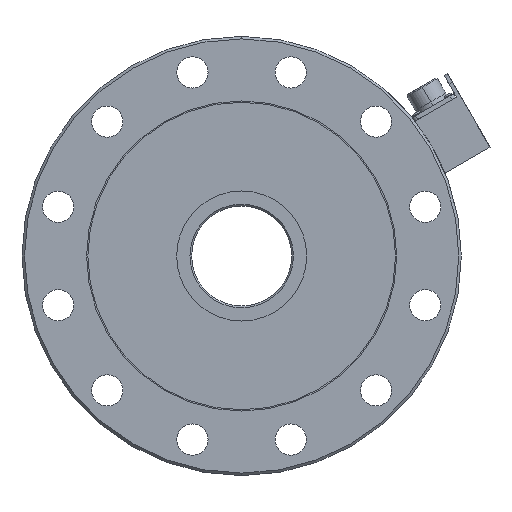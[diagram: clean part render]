
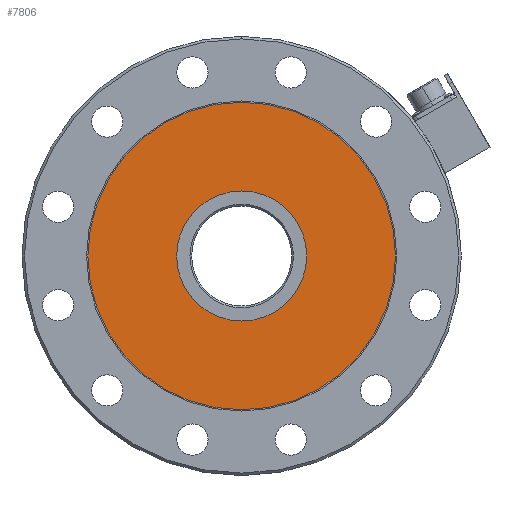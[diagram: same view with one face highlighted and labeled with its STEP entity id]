
A CAD part, front view. The second image highlights one B-rep face of the part: STEP entity #7806.
In plain terms, the highlighted planar face has unit normal (0, -1, 0).
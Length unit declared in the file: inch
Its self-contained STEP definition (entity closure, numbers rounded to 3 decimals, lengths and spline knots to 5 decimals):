
#283 = CARTESIAN_POINT ( 'NONE',  ( 0., 0.064, 1.5 ) ) ;
#802 = CIRCLE ( 'NONE', #5903, 3.844 ) ;
#1082 = EDGE_LOOP ( 'NONE', ( #16097, #12384 ) ) ;
#2770 = ORIENTED_EDGE ( 'NONE', *, *, #11408, .F. ) ;
#2896 = DIRECTION ( 'NONE',  ( 0., 0., 1. ) ) ;
#3005 = CIRCLE ( 'NONE', #14125, 1.5 ) ;
#3508 = DIRECTION ( 'NONE',  ( 0., 0., 1. ) ) ;
#4077 = VERTEX_POINT ( 'NONE', #4645 ) ;
#4108 = VERTEX_POINT ( 'NONE', #283 ) ;
#4281 = DIRECTION ( 'NONE',  ( 0., 1., 0. ) ) ;
#4494 = VERTEX_POINT ( 'NONE', #5409 ) ;
#4626 = DIRECTION ( 'NONE',  ( 0., 1., 0. ) ) ;
#4645 = CARTESIAN_POINT ( 'NONE',  ( 0., 0.064, -1.5 ) ) ;
#4938 = AXIS2_PLACEMENT_3D ( 'NONE', #7267, #8795, #12066 ) ;
#5185 = AXIS2_PLACEMENT_3D ( 'NONE', #6754, #15884, #18864 ) ;
#5409 = CARTESIAN_POINT ( 'NONE',  ( 0., 0.064, 3.844 ) ) ;
#5903 = AXIS2_PLACEMENT_3D ( 'NONE', #13579, #7471, #18097 ) ;
#6754 = CARTESIAN_POINT ( 'NONE',  ( 0., 0.064, 0. ) ) ;
#7022 = FACE_BOUND ( 'NONE', #1082, .T. ) ;
#7147 = EDGE_LOOP ( 'NONE', ( #10908, #2770 ) ) ;
#7267 = CARTESIAN_POINT ( 'NONE',  ( 0., 0.064, 0. ) ) ;
#7471 = DIRECTION ( 'NONE',  ( 0., 1., 0. ) ) ;
#7806 = ADVANCED_FACE ( 'NONE', ( #16081, #7022 ), #14600, .F. ) ;
#8795 = DIRECTION ( 'NONE',  ( 0., 1., 0. ) ) ;
#8816 = CARTESIAN_POINT ( 'NONE',  ( 0., 0.064, 0. ) ) ;
#10908 = ORIENTED_EDGE ( 'NONE', *, *, #11391, .F. ) ;
#11391 = EDGE_CURVE ( 'NONE', #18293, #4494, #12262, .T. ) ;
#11408 = EDGE_CURVE ( 'NONE', #4494, #18293, #802, .T. ) ;
#12066 = DIRECTION ( 'NONE',  ( 0., 0., 1. ) ) ;
#12262 = CIRCLE ( 'NONE', #4938, 3.844 ) ;
#12384 = ORIENTED_EDGE ( 'NONE', *, *, #14457, .T. ) ;
#13579 = CARTESIAN_POINT ( 'NONE',  ( 0., 0.064, 0. ) ) ;
#13803 = CIRCLE ( 'NONE', #14437, 1.5 ) ;
#14125 = AXIS2_PLACEMENT_3D ( 'NONE', #8816, #4626, #3508 ) ;
#14304 = EDGE_CURVE ( 'NONE', #4077, #4108, #13803, .T. ) ;
#14437 = AXIS2_PLACEMENT_3D ( 'NONE', #16529, #4281, #2896 ) ;
#14457 = EDGE_CURVE ( 'NONE', #4108, #4077, #3005, .T. ) ;
#14600 = PLANE ( 'NONE',  #5185 ) ;
#15563 = CARTESIAN_POINT ( 'NONE',  ( 0., 0.064, -3.844 ) ) ;
#15884 = DIRECTION ( 'NONE',  ( 0., 1., 0. ) ) ;
#16081 = FACE_OUTER_BOUND ( 'NONE', #7147, .T. ) ;
#16097 = ORIENTED_EDGE ( 'NONE', *, *, #14304, .T. ) ;
#16529 = CARTESIAN_POINT ( 'NONE',  ( 0., 0.064, 0. ) ) ;
#18097 = DIRECTION ( 'NONE',  ( 0., 0., 1. ) ) ;
#18293 = VERTEX_POINT ( 'NONE', #15563 ) ;
#18864 = DIRECTION ( 'NONE',  ( 0., 0., 1. ) ) ;
